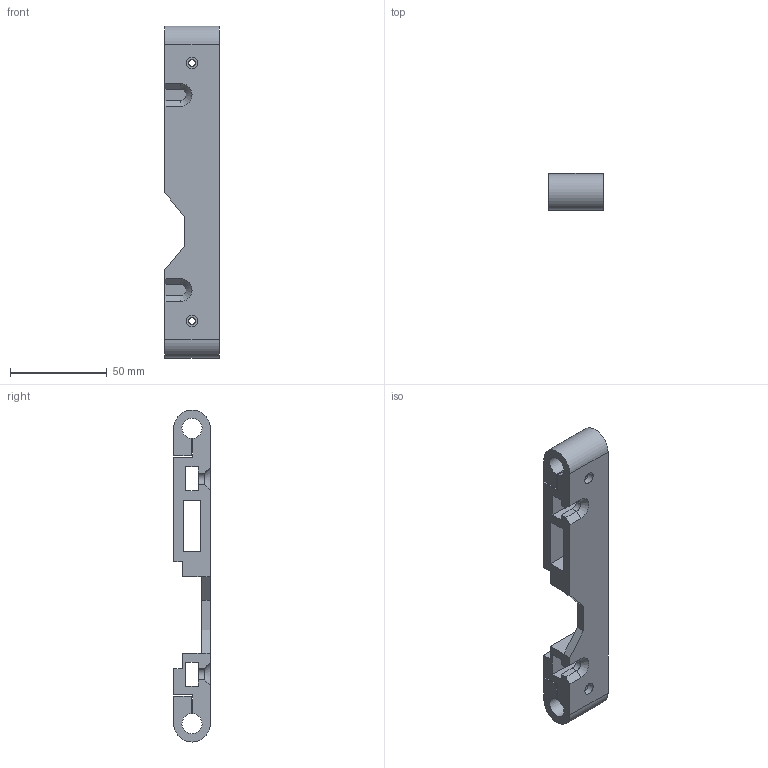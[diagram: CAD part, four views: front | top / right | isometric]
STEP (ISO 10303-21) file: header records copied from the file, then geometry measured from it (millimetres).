
FILE_DESCRIPTION(('FreeCAD Model'),'2;1');
FILE_NAME('Open CASCADE Shape Model','2024-04-09T20:02:37',(''),(''), 'Open CASCADE STEP processor 7.6','FreeCAD','Unknown');
FILE_SCHEMA(('AUTOMOTIVE_DESIGN { 1 0 10303 214 1 1 1 1 }'));
Length unit declared in the file: millimetre
Products named in the file (2): BE_Holders; BE_Holder_B-Body
Assembly tree (1 placements, depth 2):
  BE_Holders
    BE_Holder_B-Body
Bounding box: 28 x 19 x 172 mm (x, y, z)
Volume: 51645.9 mm3; surface area: 22706.3 mm2
Topology: 1 solids, 1 shells, 66 faces, 186 edges, 122 vertices
Faces by surface type: plane 48, cylinder 14, cone 4
Full cylindrical faces by diameter (mm): 3.4 x4, 4.5 x2, 6.1 x2
Entity records: 5577 total; most frequent: CARTESIAN_POINT 1810, DIRECTION 691, LINE 494, VECTOR 494, ORIENTED_EDGE 372, PCURVE 372, DEFINITIONAL_REPRESENTATION 372, EDGE_CURVE 186
